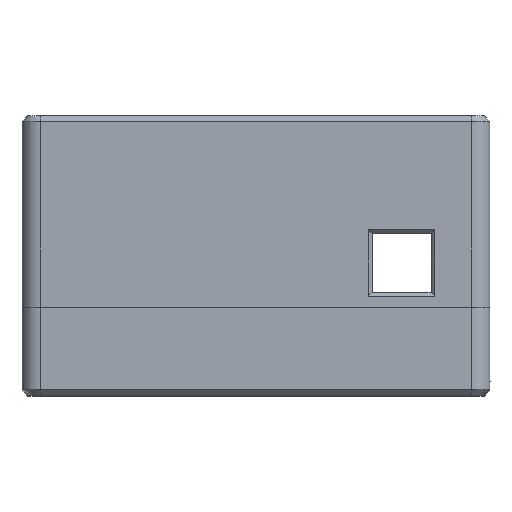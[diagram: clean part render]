
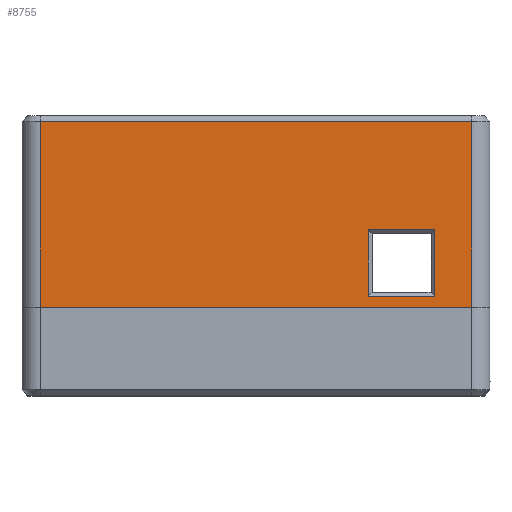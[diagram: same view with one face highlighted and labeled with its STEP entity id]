
A CAD part, top view. The second image highlights one B-rep face of the part: STEP entity #8755.
In plain terms, the highlighted face is planar.
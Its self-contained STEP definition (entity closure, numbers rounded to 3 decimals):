
#159=FACE_BOUND('',#1039,.T.);
#521=FACE_OUTER_BOUND('',#1038,.T.);
#1038=EDGE_LOOP('',(#6590,#6591,#6592,#6593));
#1039=EDGE_LOOP('',(#6594,#6595,#6596,#6597));
#1856=LINE('',#13329,#2961);
#1870=LINE('',#13358,#2975);
#1871=LINE('',#13362,#2976);
#1872=LINE('',#13363,#2977);
#1873=LINE('',#13366,#2978);
#1874=LINE('',#13368,#2979);
#1875=LINE('',#13370,#2980);
#1876=LINE('',#13371,#2981);
#2961=VECTOR('',#10676,10.);
#2975=VECTOR('',#10704,10.);
#2976=VECTOR('',#10709,10.);
#2977=VECTOR('',#10710,10.);
#2978=VECTOR('',#10711,10.);
#2979=VECTOR('',#10712,10.);
#2980=VECTOR('',#10713,10.);
#2981=VECTOR('',#10714,10.);
#3989=VERTEX_POINT('',#13323);
#3990=VERTEX_POINT('',#13327);
#3998=VERTEX_POINT('',#13357);
#3999=VERTEX_POINT('',#13361);
#4000=VERTEX_POINT('',#13364);
#4001=VERTEX_POINT('',#13365);
#4002=VERTEX_POINT('',#13367);
#4003=VERTEX_POINT('',#13369);
#4953=EDGE_CURVE('',#3989,#3990,#1856,.T.);
#4968=EDGE_CURVE('',#3990,#3998,#1870,.T.);
#4970=EDGE_CURVE('',#3999,#3989,#1871,.T.);
#4971=EDGE_CURVE('',#3999,#3998,#1872,.T.);
#4972=EDGE_CURVE('',#4000,#4001,#1873,.T.);
#4973=EDGE_CURVE('',#4002,#4000,#1874,.T.);
#4974=EDGE_CURVE('',#4003,#4002,#1875,.T.);
#4975=EDGE_CURVE('',#4001,#4003,#1876,.T.);
#6590=ORIENTED_EDGE('',*,*,#4953,.F.);
#6591=ORIENTED_EDGE('',*,*,#4970,.F.);
#6592=ORIENTED_EDGE('',*,*,#4971,.T.);
#6593=ORIENTED_EDGE('',*,*,#4968,.F.);
#6594=ORIENTED_EDGE('',*,*,#4972,.F.);
#6595=ORIENTED_EDGE('',*,*,#4973,.F.);
#6596=ORIENTED_EDGE('',*,*,#4974,.F.);
#6597=ORIENTED_EDGE('',*,*,#4975,.F.);
#8313=PLANE('',#9342);
#8755=ADVANCED_FACE('',(#521,#159),#8313,.T.);
#9342=AXIS2_PLACEMENT_3D('',#13360,#10707,#10708);
#10676=DIRECTION('',(-1.,0.,0.));
#10704=DIRECTION('',(0.,0.,-1.));
#10707=DIRECTION('center_axis',(0.,1.,0.));
#10708=DIRECTION('ref_axis',(-1.,0.,0.));
#10709=DIRECTION('',(0.,0.,1.));
#10710=DIRECTION('',(-1.,0.,0.));
#10711=DIRECTION('',(1.,0.,0.));
#10712=DIRECTION('',(0.,0.,1.));
#10713=DIRECTION('',(-1.,0.,0.));
#10714=DIRECTION('',(0.,0.,-1.));
#13323=CARTESIAN_POINT('',(-0.349,-57.14,-36.393));
#13327=CARTESIAN_POINT('',(-58.849,-57.14,-36.393));
#13329=CARTESIAN_POINT('',(-10.213,-57.14,-36.393));
#13357=CARTESIAN_POINT('',(-58.849,-57.14,-61.593));
#13358=CARTESIAN_POINT('',(-58.849,-57.14,-38.593));
#13360=CARTESIAN_POINT('Origin',(2.151,-57.14,-38.593));
#13361=CARTESIAN_POINT('',(-0.349,-57.14,-61.593));
#13362=CARTESIAN_POINT('',(-0.349,-57.14,-38.593));
#13363=CARTESIAN_POINT('',(-29.599,-57.14,-61.593));
#13364=CARTESIAN_POINT('',(-53.849,-57.14,-51.093));
#13365=CARTESIAN_POINT('',(-44.849,-57.14,-51.093));
#13366=CARTESIAN_POINT('',(-21.599,-57.14,-51.093));
#13367=CARTESIAN_POINT('',(-53.849,-57.14,-60.093));
#13368=CARTESIAN_POINT('',(-53.849,-57.14,-45.093));
#13369=CARTESIAN_POINT('',(-44.849,-57.14,-60.093));
#13370=CARTESIAN_POINT('',(-25.599,-57.14,-60.093));
#13371=CARTESIAN_POINT('',(-44.849,-57.14,-49.093));
